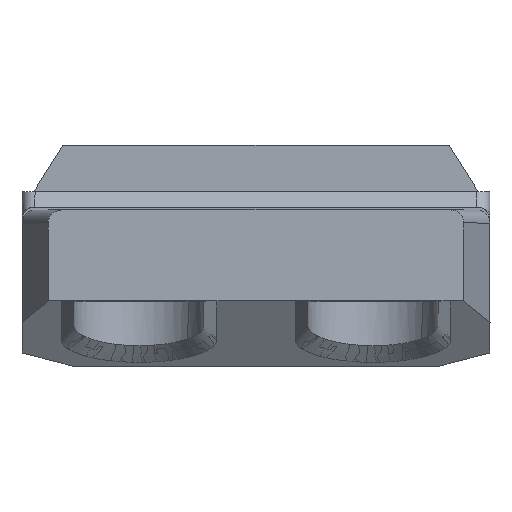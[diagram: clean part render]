
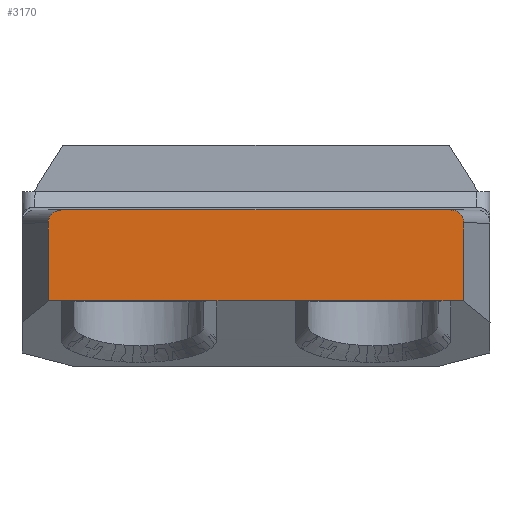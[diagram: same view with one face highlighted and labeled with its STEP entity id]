
A CAD part, top view. The second image highlights one B-rep face of the part: STEP entity #3170.
In plain terms, the highlighted planar face has unit normal (0, 0, 1).
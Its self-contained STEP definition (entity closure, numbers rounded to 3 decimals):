
#286=ELLIPSE('',#3459,1.064,1.);
#287=ELLIPSE('',#3460,1.064,1.);
#409=FACE_OUTER_BOUND('',#590,.T.);
#590=EDGE_LOOP('',(#2375,#2376,#2377,#2378,#2379,#2380,#2381,#2382,#2383,
#2384));
#788=LINE('',#4813,#1036);
#792=LINE('',#4859,#1040);
#796=LINE('',#4913,#1044);
#843=LINE('',#5055,#1091);
#844=LINE('',#5057,#1092);
#845=LINE('',#5058,#1093);
#846=LINE('',#5062,#1094);
#847=LINE('',#5065,#1095);
#1036=VECTOR('',#3809,10.);
#1040=VECTOR('',#3851,10.);
#1044=VECTOR('',#3889,10.);
#1091=VECTOR('',#3984,10.);
#1092=VECTOR('',#3987,10.);
#1093=VECTOR('',#3988,10.);
#1094=VECTOR('',#3991,10.);
#1095=VECTOR('',#3994,10.);
#1305=VERTEX_POINT('',#4810);
#1306=VERTEX_POINT('',#4812);
#1328=VERTEX_POINT('',#4856);
#1329=VERTEX_POINT('',#4858);
#1351=VERTEX_POINT('',#4910);
#1352=VERTEX_POINT('',#4912);
#1386=VERTEX_POINT('',#5053);
#1387=VERTEX_POINT('',#5059);
#1388=VERTEX_POINT('',#5061);
#1389=VERTEX_POINT('',#5063);
#1664=EDGE_CURVE('',#1306,#1305,#788,.T.);
#1687=EDGE_CURVE('',#1329,#1328,#792,.T.);
#1710=EDGE_CURVE('',#1352,#1351,#796,.T.);
#1769=EDGE_CURVE('',#1386,#1305,#843,.T.);
#1770=EDGE_CURVE('',#1351,#1329,#844,.T.);
#1771=EDGE_CURVE('',#1328,#1306,#845,.T.);
#1772=EDGE_CURVE('',#1386,#1387,#286,.T.);
#1773=EDGE_CURVE('',#1387,#1388,#846,.T.);
#1774=EDGE_CURVE('',#1388,#1389,#287,.T.);
#1775=EDGE_CURVE('',#1389,#1352,#847,.T.);
#2375=ORIENTED_EDGE('',*,*,#1710,.T.);
#2376=ORIENTED_EDGE('',*,*,#1770,.T.);
#2377=ORIENTED_EDGE('',*,*,#1687,.T.);
#2378=ORIENTED_EDGE('',*,*,#1771,.T.);
#2379=ORIENTED_EDGE('',*,*,#1664,.T.);
#2380=ORIENTED_EDGE('',*,*,#1769,.F.);
#2381=ORIENTED_EDGE('',*,*,#1772,.T.);
#2382=ORIENTED_EDGE('',*,*,#1773,.T.);
#2383=ORIENTED_EDGE('',*,*,#1774,.T.);
#2384=ORIENTED_EDGE('',*,*,#1775,.T.);
#3061=PLANE('',#3458);
#3170=ADVANCED_FACE('',(#409),#3061,.T.);
#3458=AXIS2_PLACEMENT_3D('',#5056,#3985,#3986);
#3459=AXIS2_PLACEMENT_3D('',#5060,#3989,#3990);
#3460=AXIS2_PLACEMENT_3D('',#5064,#3992,#3993);
#3809=DIRECTION('',(1.,0.,0.));
#3851=DIRECTION('',(1.,0.,0.));
#3889=DIRECTION('',(1.,0.,0.));
#3984=DIRECTION('',(0.,-1.,0.));
#3985=DIRECTION('center_axis',(0.,0.,1.));
#3986=DIRECTION('ref_axis',(1.,0.,0.));
#3987=DIRECTION('',(1.,0.,0.));
#3988=DIRECTION('',(1.,0.,0.));
#3989=DIRECTION('center_axis',(0.,0.,1.));
#3990=DIRECTION('ref_axis',(1.,0.,0.));
#3991=DIRECTION('',(-1.,0.,0.));
#3992=DIRECTION('center_axis',(0.,0.,1.));
#3993=DIRECTION('ref_axis',(-1.,0.,0.));
#3994=DIRECTION('',(0.,-1.,0.));
#4810=CARTESIAN_POINT('',(7.398,-15.,9.4));
#4812=CARTESIAN_POINT('',(6.4,-15.,9.4));
#4813=CARTESIAN_POINT('',(-8.6,-15.,9.4));
#4856=CARTESIAN_POINT('',(-5.6,-15.,9.4));
#4858=CARTESIAN_POINT('',(-11.6,-15.,9.4));
#4859=CARTESIAN_POINT('',(-8.6,-15.,9.4));
#4910=CARTESIAN_POINT('',(-23.6,-15.,9.4));
#4912=CARTESIAN_POINT('',(-24.598,-15.,9.4));
#4913=CARTESIAN_POINT('',(-8.6,-15.,9.4));
#5053=CARTESIAN_POINT('',(7.398,-9.,9.4));
#5055=CARTESIAN_POINT('',(7.398,-11.011,9.4));
#5056=CARTESIAN_POINT('Origin',(-8.6,-9.617,9.4));
#5057=CARTESIAN_POINT('',(-13.1,-15.,9.4));
#5058=CARTESIAN_POINT('',(-4.1,-15.,9.4));
#5059=CARTESIAN_POINT('',(6.334,-8.,9.4));
#5060=CARTESIAN_POINT('Origin',(6.334,-9.,9.4));
#5061=CARTESIAN_POINT('',(-23.534,-8.,9.4));
#5062=CARTESIAN_POINT('',(-8.6,-8.,9.4));
#5063=CARTESIAN_POINT('',(-24.598,-9.,9.4));
#5064=CARTESIAN_POINT('Origin',(-23.534,-9.,9.4));
#5065=CARTESIAN_POINT('',(-24.598,-11.011,9.4));
